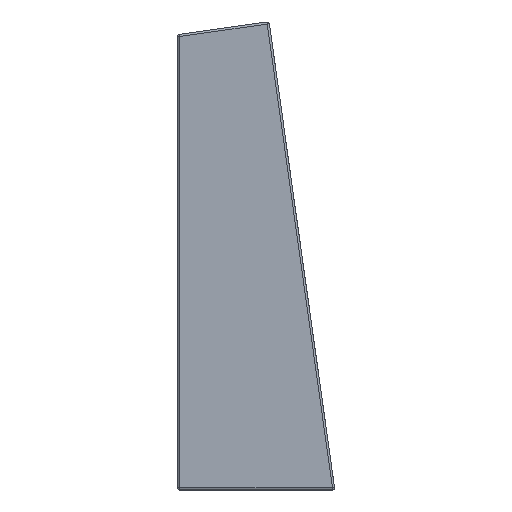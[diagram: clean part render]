
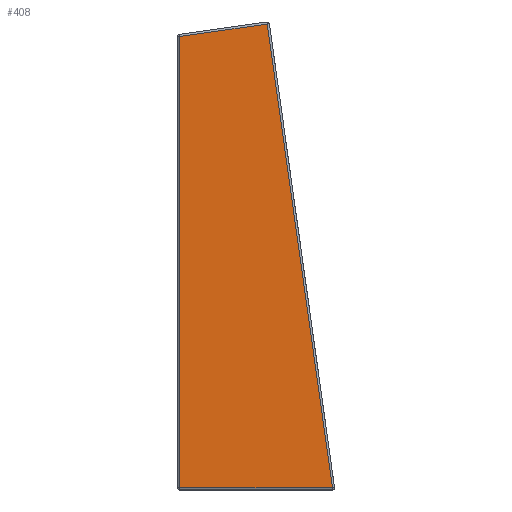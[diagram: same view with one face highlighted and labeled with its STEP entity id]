
A CAD part, left-side view. The second image highlights one B-rep face of the part: STEP entity #408.
In plain terms, the highlighted planar face has unit normal (-1, 0, 0).
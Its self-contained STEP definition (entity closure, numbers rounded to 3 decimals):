
#75 = EDGE_CURVE ( 'NONE', #6311, #6807, #5263, .T. ) ;
#137 = DIRECTION ( 'NONE',  ( 0., 0.139, 0.99 ) ) ;
#399 = VECTOR ( 'NONE', #137, 1000. ) ;
#408 = ADVANCED_FACE ( 'NONE', ( #8980 ), #2196, .T. ) ;
#624 = DIRECTION ( 'NONE',  ( -1., 0., 0. ) ) ;
#1021 = LINE ( 'NONE', #4841, #4464 ) ;
#1716 = VERTEX_POINT ( 'NONE', #7076 ) ;
#1878 = DIRECTION ( 'NONE',  ( 0., 0.99, -0.139 ) ) ;
#2044 = DIRECTION ( 'NONE',  ( 0., -1., 0. ) ) ;
#2196 = PLANE ( 'NONE',  #4320 ) ;
#2212 = EDGE_CURVE ( 'NONE', #1716, #8831, #4756, .T. ) ;
#2227 = CARTESIAN_POINT ( 'NONE',  ( -5.847, 21.5, -100.75 ) ) ;
#2505 = CARTESIAN_POINT ( 'NONE',  ( -5.847, 0.852, 8.467 ) ) ;
#2750 = CARTESIAN_POINT ( 'NONE',  ( -5.847, 22., -100.75 ) ) ;
#3150 = CARTESIAN_POINT ( 'NONE',  ( -5.847, 0.921, 8.962 ) ) ;
#3560 = VECTOR ( 'NONE', #4407, 1000. ) ;
#3899 = ORIENTED_EDGE ( 'NONE', *, *, #7429, .T. ) ;
#4320 = AXIS2_PLACEMENT_3D ( 'NONE', #9826, #624, #8272 ) ;
#4407 = DIRECTION ( 'NONE',  ( 0., 0., -1. ) ) ;
#4464 = VECTOR ( 'NONE', #1878, 1000. ) ;
#4756 = LINE ( 'NONE', #3150, #399 ) ;
#4841 = CARTESIAN_POINT ( 'NONE',  ( -5.847, 21.93, 5.505 ) ) ;
#5198 = LINE ( 'NONE', #2750, #5285 ) ;
#5263 = LINE ( 'NONE', #8439, #3560 ) ;
#5285 = VECTOR ( 'NONE', #2044, 1000. ) ;
#5664 = ORIENTED_EDGE ( 'NONE', *, *, #2212, .T. ) ;
#5741 = ORIENTED_EDGE ( 'NONE', *, *, #75, .T. ) ;
#6231 = ORIENTED_EDGE ( 'NONE', *, *, #6676, .T. ) ;
#6311 = VERTEX_POINT ( 'NONE', #6369 ) ;
#6369 = CARTESIAN_POINT ( 'NONE',  ( -5.847, 21.5, 5.565 ) ) ;
#6676 = EDGE_CURVE ( 'NONE', #8831, #6311, #1021, .T. ) ;
#6807 = VERTEX_POINT ( 'NONE', #2227 ) ;
#7076 = CARTESIAN_POINT ( 'NONE',  ( -5.847, -14.498, -100.75 ) ) ;
#7429 = EDGE_CURVE ( 'NONE', #6807, #1716, #5198, .T. ) ;
#8272 = DIRECTION ( 'NONE',  ( 0., 0., 1. ) ) ;
#8439 = CARTESIAN_POINT ( 'NONE',  ( -5.847, 21.5, -101.25 ) ) ;
#8831 = VERTEX_POINT ( 'NONE', #2505 ) ;
#8980 = FACE_OUTER_BOUND ( 'NONE', #9869, .T. ) ;
#9826 = CARTESIAN_POINT ( 'NONE',  ( -5.847, 22., 6. ) ) ;
#9869 = EDGE_LOOP ( 'NONE', ( #3899, #5664, #6231, #5741 ) ) ;
